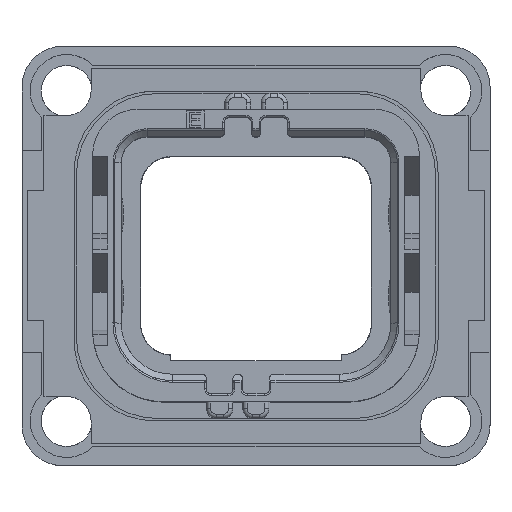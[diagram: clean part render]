
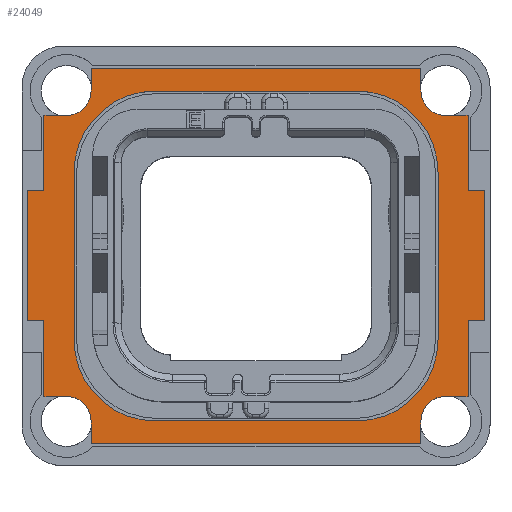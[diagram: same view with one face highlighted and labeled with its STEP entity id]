
A CAD part, top view. The second image highlights one B-rep face of the part: STEP entity #24049.
In plain terms, the highlighted planar face has unit normal (0, 0, 1).
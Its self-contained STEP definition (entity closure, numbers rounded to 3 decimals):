
#685=DIRECTION('',(0.,-1.,0.));
#686=VECTOR('',#685,4.65);
#687=CARTESIAN_POINT('',(-13.05,-4.,2.31));
#688=LINE('',#687,#686);
#689=DIRECTION('',(1.,0.,0.));
#690=VECTOR('',#689,1.);
#691=CARTESIAN_POINT('',(-14.05,-4.,2.31));
#692=LINE('',#691,#690);
#693=DIRECTION('',(0.,-1.,0.));
#694=VECTOR('',#693,8.);
#695=CARTESIAN_POINT('',(-14.05,4.,2.31));
#696=LINE('',#695,#694);
#697=DIRECTION('',(-1.,0.,0.));
#698=VECTOR('',#697,1.);
#699=CARTESIAN_POINT('',(-13.05,4.,2.31));
#700=LINE('',#699,#698);
#701=DIRECTION('',(0.,-1.,0.));
#702=VECTOR('',#701,4.65);
#703=CARTESIAN_POINT('',(-13.05,8.65,2.31));
#704=LINE('',#703,#702);
#705=DIRECTION('',(1.,0.,0.));
#706=VECTOR('',#705,1.4);
#707=CARTESIAN_POINT('',(-13.05,8.65,2.31));
#708=LINE('',#707,#706);
#709=CARTESIAN_POINT('',(-11.65,10.15,2.31));
#710=DIRECTION('',(0.,0.,1.));
#711=DIRECTION('',(0.,-1.,0.));
#712=AXIS2_PLACEMENT_3D('',#709,#710,#711);
#714=DIRECTION('',(0.,-1.,0.));
#715=VECTOR('',#714,1.4);
#716=CARTESIAN_POINT('',(-10.15,11.55,2.31));
#717=LINE('',#716,#715);
#718=DIRECTION('',(-1.,0.,0.));
#719=VECTOR('',#718,20.3);
#720=CARTESIAN_POINT('',(10.15,11.55,2.31));
#721=LINE('',#720,#719);
#722=DIRECTION('',(0.,-1.,0.));
#723=VECTOR('',#722,1.4);
#724=CARTESIAN_POINT('',(10.15,11.55,2.31));
#725=LINE('',#724,#723);
#726=CARTESIAN_POINT('',(11.65,10.15,2.31));
#727=DIRECTION('',(0.,0.,1.));
#728=DIRECTION('',(-1.,0.,0.));
#729=AXIS2_PLACEMENT_3D('',#726,#727,#728);
#731=DIRECTION('',(-1.,0.,0.));
#732=VECTOR('',#731,1.4);
#733=CARTESIAN_POINT('',(13.05,8.65,2.31));
#734=LINE('',#733,#732);
#735=DIRECTION('',(0.,1.,0.));
#736=VECTOR('',#735,4.65);
#737=CARTESIAN_POINT('',(13.05,4.,2.31));
#738=LINE('',#737,#736);
#739=DIRECTION('',(-1.,0.,0.));
#740=VECTOR('',#739,1.);
#741=CARTESIAN_POINT('',(14.05,4.,2.31));
#742=LINE('',#741,#740);
#743=DIRECTION('',(0.,1.,0.));
#744=VECTOR('',#743,8.);
#745=CARTESIAN_POINT('',(14.05,-4.,2.31));
#746=LINE('',#745,#744);
#747=DIRECTION('',(1.,0.,0.));
#748=VECTOR('',#747,1.);
#749=CARTESIAN_POINT('',(13.05,-4.,2.31));
#750=LINE('',#749,#748);
#751=DIRECTION('',(0.,1.,0.));
#752=VECTOR('',#751,4.65);
#753=CARTESIAN_POINT('',(13.05,-8.65,2.31));
#754=LINE('',#753,#752);
#755=DIRECTION('',(-1.,0.,0.));
#756=VECTOR('',#755,1.4);
#757=CARTESIAN_POINT('',(13.05,-8.65,2.31));
#758=LINE('',#757,#756);
#759=CARTESIAN_POINT('',(11.65,-10.15,2.31));
#760=DIRECTION('',(0.,0.,1.));
#761=DIRECTION('',(0.,1.,0.));
#762=AXIS2_PLACEMENT_3D('',#759,#760,#761);
#764=DIRECTION('',(0.,1.,0.));
#765=VECTOR('',#764,1.4);
#766=CARTESIAN_POINT('',(10.15,-11.55,2.31));
#767=LINE('',#766,#765);
#768=DIRECTION('',(1.,0.,0.));
#769=VECTOR('',#768,20.3);
#770=CARTESIAN_POINT('',(-10.15,-11.55,2.31));
#771=LINE('',#770,#769);
#772=DIRECTION('',(0.,1.,0.));
#773=VECTOR('',#772,1.4);
#774=CARTESIAN_POINT('',(-10.15,-11.55,2.31));
#775=LINE('',#774,#773);
#776=CARTESIAN_POINT('',(-11.65,-10.15,2.31));
#777=DIRECTION('',(0.,0.,1.));
#778=DIRECTION('',(1.,0.,0.));
#779=AXIS2_PLACEMENT_3D('',#776,#777,#778);
#781=DIRECTION('',(1.,0.,0.));
#782=VECTOR('',#781,1.4);
#783=CARTESIAN_POINT('',(-13.05,-8.65,2.31));
#784=LINE('',#783,#782);
#785=DIRECTION('',(0.,-1.,0.));
#786=VECTOR('',#785,10.3);
#787=CARTESIAN_POINT('',(11.2,5.15,2.31));
#788=LINE('',#787,#786);
#789=DIRECTION('',(1.,0.,0.));
#790=VECTOR('',#789,12.4);
#791=CARTESIAN_POINT('',(-6.2,10.15,2.31));
#792=LINE('',#791,#790);
#793=DIRECTION('',(0.,1.,0.));
#794=VECTOR('',#793,10.3);
#795=CARTESIAN_POINT('',(-11.2,-5.15,2.31));
#796=LINE('',#795,#794);
#797=DIRECTION('',(-1.,0.,0.));
#798=VECTOR('',#797,12.4);
#799=CARTESIAN_POINT('',(6.2,-10.15,2.31));
#800=LINE('',#799,#798);
#905=CARTESIAN_POINT('',(-6.2,-5.15,2.31));
#906=DIRECTION('',(0.,0.,-1.));
#907=DIRECTION('',(0.,-1.,0.));
#908=AXIS2_PLACEMENT_3D('',#905,#906,#907);
#918=CARTESIAN_POINT('',(6.2,-5.15,2.31));
#919=DIRECTION('',(0.,0.,-1.));
#920=DIRECTION('',(1.,0.,0.));
#921=AXIS2_PLACEMENT_3D('',#918,#919,#920);
#923=CARTESIAN_POINT('',(-6.2,5.15,2.31));
#924=DIRECTION('',(0.,0.,-1.));
#925=DIRECTION('',(-1.,0.,0.));
#926=AXIS2_PLACEMENT_3D('',#923,#924,#925);
#936=CARTESIAN_POINT('',(6.2,5.15,2.31));
#937=DIRECTION('',(0.,0.,-1.));
#938=DIRECTION('',(0.,1.,0.));
#939=AXIS2_PLACEMENT_3D('',#936,#937,#938);
#22844=CARTESIAN_POINT('',(-11.2,-5.15,2.31));
#22845=CARTESIAN_POINT('',(-11.2,5.15,2.31));
#22846=VERTEX_POINT('',#22844);
#22847=VERTEX_POINT('',#22845);
#22848=CARTESIAN_POINT('',(-6.2,10.15,2.31));
#22849=CARTESIAN_POINT('',(6.2,10.15,2.31));
#22850=VERTEX_POINT('',#22848);
#22851=VERTEX_POINT('',#22849);
#22852=CARTESIAN_POINT('',(11.2,5.15,2.31));
#22853=CARTESIAN_POINT('',(11.2,-5.15,2.31));
#22854=VERTEX_POINT('',#22852);
#22855=VERTEX_POINT('',#22853);
#22856=CARTESIAN_POINT('',(6.2,-10.15,2.31));
#22857=CARTESIAN_POINT('',(-6.2,-10.15,2.31));
#22858=VERTEX_POINT('',#22856);
#22859=VERTEX_POINT('',#22857);
#22876=CARTESIAN_POINT('',(10.15,10.15,2.31));
#22877=CARTESIAN_POINT('',(11.65,8.65,2.31));
#22878=VERTEX_POINT('',#22876);
#22879=VERTEX_POINT('',#22877);
#22880=CARTESIAN_POINT('',(13.05,8.65,2.31));
#22881=VERTEX_POINT('',#22880);
#22882=CARTESIAN_POINT('',(10.15,11.55,2.31));
#22883=VERTEX_POINT('',#22882);
#22884=CARTESIAN_POINT('',(11.65,-8.65,2.31));
#22885=CARTESIAN_POINT('',(10.15,-10.15,2.31));
#22886=VERTEX_POINT('',#22884);
#22887=VERTEX_POINT('',#22885);
#22888=CARTESIAN_POINT('',(10.15,-11.55,2.31));
#22889=VERTEX_POINT('',#22888);
#22890=CARTESIAN_POINT('',(13.05,-8.65,2.31));
#22891=VERTEX_POINT('',#22890);
#22892=CARTESIAN_POINT('',(-10.15,-10.15,2.31));
#22893=CARTESIAN_POINT('',(-11.65,-8.65,2.31));
#22894=VERTEX_POINT('',#22892);
#22895=VERTEX_POINT('',#22893);
#22896=CARTESIAN_POINT('',(-13.05,-8.65,2.31));
#22897=VERTEX_POINT('',#22896);
#22898=CARTESIAN_POINT('',(-10.15,-11.55,2.31));
#22899=VERTEX_POINT('',#22898);
#22900=CARTESIAN_POINT('',(-10.15,11.55,2.31));
#22901=CARTESIAN_POINT('',(-10.15,10.15,2.31));
#22902=VERTEX_POINT('',#22900);
#22903=VERTEX_POINT('',#22901);
#22904=CARTESIAN_POINT('',(-13.05,8.65,2.31));
#22905=CARTESIAN_POINT('',(-11.65,8.65,2.31));
#22906=VERTEX_POINT('',#22904);
#22907=VERTEX_POINT('',#22905);
#22908=CARTESIAN_POINT('',(14.05,-4.,2.31));
#22909=CARTESIAN_POINT('',(14.05,4.,2.31));
#22910=VERTEX_POINT('',#22908);
#22911=VERTEX_POINT('',#22909);
#22912=CARTESIAN_POINT('',(-14.05,4.,2.31));
#22913=CARTESIAN_POINT('',(-14.05,-4.,2.31));
#22914=VERTEX_POINT('',#22912);
#22915=VERTEX_POINT('',#22913);
#22916=CARTESIAN_POINT('',(13.05,-4.,2.31));
#22917=VERTEX_POINT('',#22916);
#22918=CARTESIAN_POINT('',(13.05,4.,2.31));
#22919=VERTEX_POINT('',#22918);
#22920=CARTESIAN_POINT('',(-13.05,4.,2.31));
#22921=VERTEX_POINT('',#22920);
#22922=CARTESIAN_POINT('',(-13.05,-4.,2.31));
#22923=VERTEX_POINT('',#22922);
#23996=CARTESIAN_POINT('',(0.,0.,2.31));
#23997=DIRECTION('',(0.,0.,1.));
#23998=DIRECTION('',(1.,0.,0.));
#23999=AXIS2_PLACEMENT_3D('',#23996,#23997,#23998);
#24000=PLANE('',#23999);
#24001=ORIENTED_EDGE('',*,*,#23620,.F.);
#24002=ORIENTED_EDGE('',*,*,#23634,.F.);
#24003=ORIENTED_EDGE('',*,*,#23648,.F.);
#24004=ORIENTED_EDGE('',*,*,#23662,.F.);
#24005=ORIENTED_EDGE('',*,*,#23676,.F.);
#24006=ORIENTED_EDGE('',*,*,#23692,.T.);
#24008=ORIENTED_EDGE('',*,*,#24007,.T.);
#24009=ORIENTED_EDGE('',*,*,#23751,.F.);
#24010=ORIENTED_EDGE('',*,*,#23767,.F.);
#24011=ORIENTED_EDGE('',*,*,#23783,.T.);
#24013=ORIENTED_EDGE('',*,*,#24012,.T.);
#24014=ORIENTED_EDGE('',*,*,#23842,.F.);
#24015=ORIENTED_EDGE('',*,*,#23858,.F.);
#24016=ORIENTED_EDGE('',*,*,#23872,.F.);
#24017=ORIENTED_EDGE('',*,*,#23886,.F.);
#24018=ORIENTED_EDGE('',*,*,#23900,.F.);
#24019=ORIENTED_EDGE('',*,*,#23914,.F.);
#24020=ORIENTED_EDGE('',*,*,#23930,.T.);
#24022=ORIENTED_EDGE('',*,*,#24021,.T.);
#24023=ORIENTED_EDGE('',*,*,#23988,.F.);
#24024=ORIENTED_EDGE('',*,*,#23528,.F.);
#24025=ORIENTED_EDGE('',*,*,#23545,.T.);
#24027=ORIENTED_EDGE('',*,*,#24026,.T.);
#24028=ORIENTED_EDGE('',*,*,#23604,.F.);
#24029=EDGE_LOOP('',(#24001,#24002,#24003,#24004,#24005,#24006,#24008,#24009,
#24010,#24011,#24013,#24014,#24015,#24016,#24017,#24018,#24019,#24020,#24022,
#24023,#24024,#24025,#24027,#24028));
#24030=FACE_OUTER_BOUND('',#24029,.F.);
#24032=ORIENTED_EDGE('',*,*,#24031,.F.);
#24034=ORIENTED_EDGE('',*,*,#24033,.F.);
#24036=ORIENTED_EDGE('',*,*,#24035,.F.);
#24038=ORIENTED_EDGE('',*,*,#24037,.F.);
#24040=ORIENTED_EDGE('',*,*,#24039,.F.);
#24042=ORIENTED_EDGE('',*,*,#24041,.F.);
#24044=ORIENTED_EDGE('',*,*,#24043,.F.);
#24046=ORIENTED_EDGE('',*,*,#24045,.F.);
#24047=EDGE_LOOP('',(#24032,#24034,#24036,#24038,#24040,#24042,#24044,#24046));
#24048=FACE_BOUND('',#24047,.F.);
#24049=ADVANCED_FACE('',(#24030,#24048),#24000,.T.);
#713=CIRCLE('',#712,1.5);
#730=CIRCLE('',#729,1.5);
#763=CIRCLE('',#762,1.5);
#780=CIRCLE('',#779,1.5);
#909=CIRCLE('',#908,5.);
#922=CIRCLE('',#921,5.);
#927=CIRCLE('',#926,5.);
#940=CIRCLE('',#939,5.);
#23528=EDGE_CURVE('',#22899,#22889,#771,.T.);
#23545=EDGE_CURVE('',#22899,#22894,#775,.T.);
#23604=EDGE_CURVE('',#22897,#22895,#784,.T.);
#23620=EDGE_CURVE('',#22923,#22897,#688,.T.);
#23634=EDGE_CURVE('',#22915,#22923,#692,.T.);
#23648=EDGE_CURVE('',#22914,#22915,#696,.T.);
#23662=EDGE_CURVE('',#22921,#22914,#700,.T.);
#23676=EDGE_CURVE('',#22906,#22921,#704,.T.);
#23692=EDGE_CURVE('',#22906,#22907,#708,.T.);
#23751=EDGE_CURVE('',#22902,#22903,#717,.T.);
#23767=EDGE_CURVE('',#22883,#22902,#721,.T.);
#23783=EDGE_CURVE('',#22883,#22878,#725,.T.);
#23842=EDGE_CURVE('',#22881,#22879,#734,.T.);
#23858=EDGE_CURVE('',#22919,#22881,#738,.T.);
#23872=EDGE_CURVE('',#22911,#22919,#742,.T.);
#23886=EDGE_CURVE('',#22910,#22911,#746,.T.);
#23900=EDGE_CURVE('',#22917,#22910,#750,.T.);
#23914=EDGE_CURVE('',#22891,#22917,#754,.T.);
#23930=EDGE_CURVE('',#22891,#22886,#758,.T.);
#23988=EDGE_CURVE('',#22889,#22887,#767,.T.);
#24007=EDGE_CURVE('',#22907,#22903,#713,.T.);
#24012=EDGE_CURVE('',#22878,#22879,#730,.T.);
#24021=EDGE_CURVE('',#22886,#22887,#763,.T.);
#24026=EDGE_CURVE('',#22894,#22895,#780,.T.);
#24031=EDGE_CURVE('',#22854,#22855,#788,.T.);
#24033=EDGE_CURVE('',#22851,#22854,#940,.T.);
#24035=EDGE_CURVE('',#22850,#22851,#792,.T.);
#24037=EDGE_CURVE('',#22847,#22850,#927,.T.);
#24039=EDGE_CURVE('',#22846,#22847,#796,.T.);
#24041=EDGE_CURVE('',#22859,#22846,#909,.T.);
#24043=EDGE_CURVE('',#22858,#22859,#800,.T.);
#24045=EDGE_CURVE('',#22855,#22858,#922,.T.);
